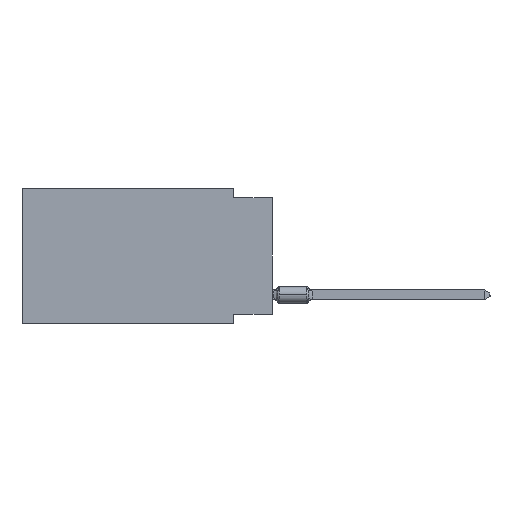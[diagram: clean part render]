
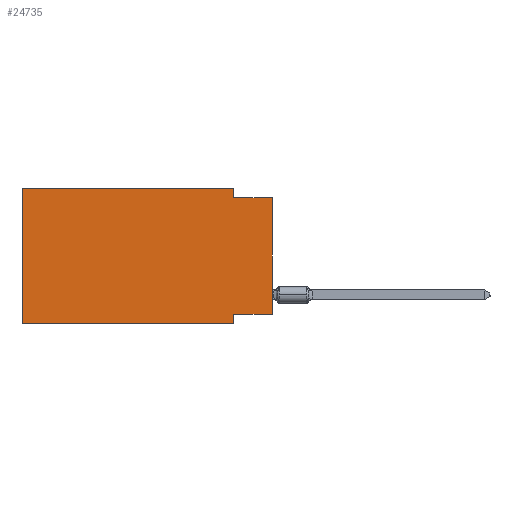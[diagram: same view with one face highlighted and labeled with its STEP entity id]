
A CAD part, left-side view. The second image highlights one B-rep face of the part: STEP entity #24735.
In plain terms, the highlighted planar face has unit normal (-1, 0, 0).
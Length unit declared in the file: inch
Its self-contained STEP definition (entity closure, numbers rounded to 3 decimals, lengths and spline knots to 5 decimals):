
#893 = CARTESIAN_POINT ( 'NONE',  ( 0., 0., -0.325 ) ) ;
#1572 = CARTESIAN_POINT ( 'NONE',  ( 0., 0., -0.325 ) ) ;
#2094 = AXIS2_PLACEMENT_3D ( 'NONE', #10905, #25019, #33544 ) ;
#2886 = DIRECTION ( 'NONE',  ( 0., -1., 0. ) ) ;
#3669 = EDGE_CURVE ( 'NONE', #32277, #28463, #19774, .T. ) ;
#4938 = ORIENTED_EDGE ( 'NONE', *, *, #3669, .F. ) ;
#4972 = LINE ( 'NONE', #24658, #29884 ) ;
#5668 = CARTESIAN_POINT ( 'NONE',  ( 0., 0., -0.025 ) ) ;
#5723 = ORIENTED_EDGE ( 'NONE', *, *, #12015, .T. ) ;
#6570 = CARTESIAN_POINT ( 'NONE',  ( 0., 0., -0.025 ) ) ;
#7167 = CARTESIAN_POINT ( 'NONE',  ( 0., 0.1, 0. ) ) ;
#7493 = LINE ( 'NONE', #1572, #25747 ) ;
#7505 = LINE ( 'NONE', #35905, #10981 ) ;
#7874 = EDGE_CURVE ( 'NONE', #10618, #28463, #31939, .T. ) ;
#8650 = CARTESIAN_POINT ( 'NONE',  ( 0., 0.1, -0.35 ) ) ;
#8833 = EDGE_CURVE ( 'NONE', #10618, #14851, #7493, .T. ) ;
#9543 = EDGE_CURVE ( 'NONE', #15274, #23856, #7505, .T. ) ;
#10618 = VERTEX_POINT ( 'NONE', #893 ) ;
#10905 = CARTESIAN_POINT ( 'NONE',  ( 0., 0.645, 0. ) ) ;
#10981 = VECTOR ( 'NONE', #21800, 39.37008 ) ;
#12015 = EDGE_CURVE ( 'NONE', #20515, #28558, #16979, .T. ) ;
#12141 = LINE ( 'NONE', #17539, #14667 ) ;
#12472 = VECTOR ( 'NONE', #28674, 39.37008 ) ;
#13150 = ORIENTED_EDGE ( 'NONE', *, *, #35721, .F. ) ;
#13579 = VECTOR ( 'NONE', #16987, 39.37008 ) ;
#13707 = FACE_OUTER_BOUND ( 'NONE', #23569, .T. ) ;
#14367 = ORIENTED_EDGE ( 'NONE', *, *, #16412, .F. ) ;
#14667 = VECTOR ( 'NONE', #31272, 39.37008 ) ;
#14851 = VERTEX_POINT ( 'NONE', #18186 ) ;
#15038 = CARTESIAN_POINT ( 'NONE',  ( 0., 0., 0. ) ) ;
#15274 = VERTEX_POINT ( 'NONE', #28110 ) ;
#16412 = EDGE_CURVE ( 'NONE', #20515, #15274, #4972, .T. ) ;
#16979 = LINE ( 'NONE', #26069, #35027 ) ;
#16987 = DIRECTION ( 'NONE',  ( 0., -1., 0. ) ) ;
#17206 = LINE ( 'NONE', #8650, #12472 ) ;
#17539 = CARTESIAN_POINT ( 'NONE',  ( 0., 0.1, 0. ) ) ;
#18186 = CARTESIAN_POINT ( 'NONE',  ( 0., 0.1, -0.325 ) ) ;
#19648 = EDGE_CURVE ( 'NONE', #23856, #32277, #12141, .T. ) ;
#19774 = LINE ( 'NONE', #5668, #13579 ) ;
#20362 = CARTESIAN_POINT ( 'NONE',  ( 0., 0.645, -0.35 ) ) ;
#20515 = VERTEX_POINT ( 'NONE', #20362 ) ;
#21075 = VECTOR ( 'NONE', #29323, 39.37008 ) ;
#21787 = DIRECTION ( 'NONE',  ( 0., 1., 0. ) ) ;
#21800 = DIRECTION ( 'NONE',  ( 0., -1., 0. ) ) ;
#22060 = ORIENTED_EDGE ( 'NONE', *, *, #9543, .F. ) ;
#22220 = PLANE ( 'NONE',  #2094 ) ;
#22495 = CARTESIAN_POINT ( 'NONE',  ( 0., 0.1, -0.35 ) ) ;
#23569 = EDGE_LOOP ( 'NONE', ( #29921, #4938, #27687, #22060, #14367, #5723, #13150, #28764 ) ) ;
#23856 = VERTEX_POINT ( 'NONE', #7167 ) ;
#24658 = CARTESIAN_POINT ( 'NONE',  ( 0., 0.645, 0. ) ) ;
#24735 = ADVANCED_FACE ( 'NONE', ( #13707 ), #22220, .F. ) ;
#25019 = DIRECTION ( 'NONE',  ( 1., 0., 0. ) ) ;
#25747 = VECTOR ( 'NONE', #21787, 39.37008 ) ;
#26069 = CARTESIAN_POINT ( 'NONE',  ( 0., 0.645, -0.35 ) ) ;
#27687 = ORIENTED_EDGE ( 'NONE', *, *, #19648, .F. ) ;
#28110 = CARTESIAN_POINT ( 'NONE',  ( 0., 0.645, 0. ) ) ;
#28463 = VERTEX_POINT ( 'NONE', #6570 ) ;
#28558 = VERTEX_POINT ( 'NONE', #22495 ) ;
#28674 = DIRECTION ( 'NONE',  ( 0., 0., -1. ) ) ;
#28764 = ORIENTED_EDGE ( 'NONE', *, *, #8833, .F. ) ;
#29323 = DIRECTION ( 'NONE',  ( 0., 0., 1. ) ) ;
#29884 = VECTOR ( 'NONE', #30040, 39.37008 ) ;
#29921 = ORIENTED_EDGE ( 'NONE', *, *, #7874, .T. ) ;
#30040 = DIRECTION ( 'NONE',  ( 0., 0., 1. ) ) ;
#31272 = DIRECTION ( 'NONE',  ( 0., 0., -1. ) ) ;
#31939 = LINE ( 'NONE', #15038, #21075 ) ;
#32277 = VERTEX_POINT ( 'NONE', #33175 ) ;
#33175 = CARTESIAN_POINT ( 'NONE',  ( 0., 0.1, -0.025 ) ) ;
#33544 = DIRECTION ( 'NONE',  ( 0., 0., -1. ) ) ;
#35027 = VECTOR ( 'NONE', #2886, 39.37008 ) ;
#35721 = EDGE_CURVE ( 'NONE', #14851, #28558, #17206, .T. ) ;
#35905 = CARTESIAN_POINT ( 'NONE',  ( 0., 0.645, 0. ) ) ;
